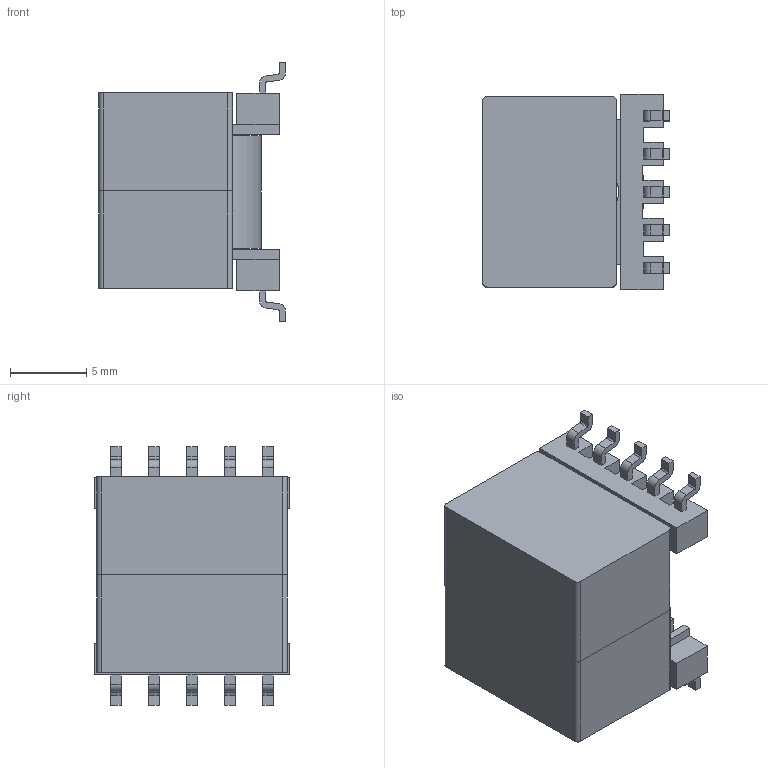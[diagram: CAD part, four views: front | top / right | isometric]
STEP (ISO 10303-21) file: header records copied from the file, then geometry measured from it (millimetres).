
FILE_DESCRIPTION((''),'2;1');
FILE_NAME('AS4807-2-SM13117L_TSEP13S-M1563_ASM','2019-08-29T',('pc454'),(''),'CREO PARAMETRIC BY PTC INC, 2014190','CREO PARAMETRIC BY PTC INC, 2014190','');
FILE_SCHEMA(('CONFIG_CONTROL_DESIGN'));
Length unit declared in the file: millimetre
Products named in the file (6): EP13; __-__4; __6; EP1301-03-01_5_5_PIN_ASM; AS4807-2-SM13117L_TSEP13S-M15_1_ASM; AS4807-2-SM13117L_TSEP13S-M1563_ASM
Assembly tree (6 placements, depth 4):
  AS4807-2-SM13117L_TSEP13S-M1563_ASM
    AS4807-2-SM13117L_TSEP13S-M15_1_ASM
      EP13  x2
      EP1301-03-01_5_5_PIN_ASM
        __-__4
        __6
Bounding box: 12.28 x 12.8 x 17 mm (x, y, z)
Volume: 1428.7 mm3; surface area: 2407.3 mm2
Topology: 4 solids, 4 shells, 250 faces, 690 edges, 456 vertices
Faces by surface type: plane 174, cylinder 72, bspline 4
Entity records: 7475 total; most frequent: CARTESIAN_POINT 1394, ORIENTED_EDGE 1250, DIRECTION 1233, EDGE_CURVE 625, VECTOR 493, LINE 493, VERTEX_POINT 416, AXIS2_PLACEMENT_3D 370
